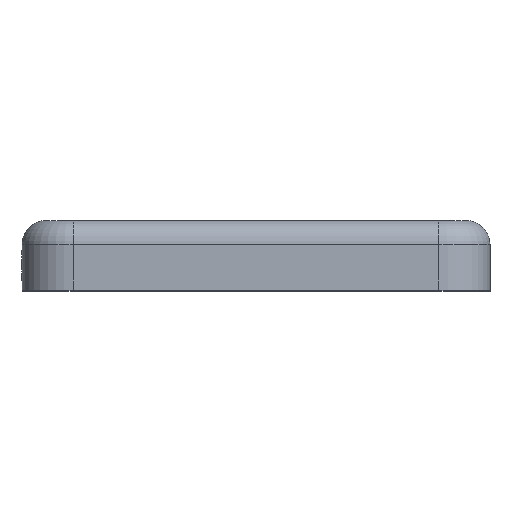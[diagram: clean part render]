
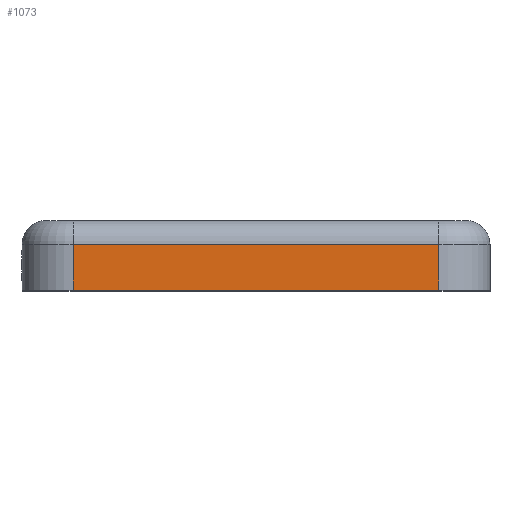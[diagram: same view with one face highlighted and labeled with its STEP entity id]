
A CAD part, top view. The second image highlights one B-rep face of the part: STEP entity #1073.
In plain terms, the highlighted planar face has unit normal (0, 0, 1).
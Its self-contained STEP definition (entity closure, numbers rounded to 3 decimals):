
#70 = CARTESIAN_POINT ( 'NONE',  ( -6.04, -0.8, 12.82 ) ) ;
#151 = LINE ( 'NONE', #731, #1315 ) ;
#190 = FACE_OUTER_BOUND ( 'NONE', #1563, .T. ) ;
#219 = VERTEX_POINT ( 'NONE', #2114 ) ;
#247 = ORIENTED_EDGE ( 'NONE', *, *, #1995, .F. ) ;
#262 = DIRECTION ( 'NONE',  ( 1., 0., 0. ) ) ;
#349 = ORIENTED_EDGE ( 'NONE', *, *, #1231, .T. ) ;
#376 = VECTOR ( 'NONE', #851, 1000. ) ;
#592 = VERTEX_POINT ( 'NONE', #1484 ) ;
#718 = DIRECTION ( 'NONE',  ( 1., 0., 0. ) ) ;
#719 = ORIENTED_EDGE ( 'NONE', *, *, #2020, .T. ) ;
#731 = CARTESIAN_POINT ( 'NONE',  ( -6.04, -2.3, 12.82 ) ) ;
#824 = AXIS2_PLACEMENT_3D ( 'NONE', #853, #868, #262 ) ;
#851 = DIRECTION ( 'NONE',  ( 1., 0., 0. ) ) ;
#853 = CARTESIAN_POINT ( 'NONE',  ( -6.04, 0., 12.82 ) ) ;
#868 = DIRECTION ( 'NONE',  ( 0., 0., 1. ) ) ;
#945 = CARTESIAN_POINT ( 'NONE',  ( 6.04, 0., 12.82 ) ) ;
#948 = VERTEX_POINT ( 'NONE', #1620 ) ;
#1073 = ADVANCED_FACE ( 'NONE', ( #190 ), #1638, .T. ) ;
#1231 = EDGE_CURVE ( 'NONE', #1979, #592, #1805, .T. ) ;
#1315 = VECTOR ( 'NONE', #718, 1000. ) ;
#1484 = CARTESIAN_POINT ( 'NONE',  ( -6.04, -2.3, 12.82 ) ) ;
#1530 = LINE ( 'NONE', #945, #1824 ) ;
#1563 = EDGE_LOOP ( 'NONE', ( #719, #2455, #247, #349 ) ) ;
#1570 = CARTESIAN_POINT ( 'NONE',  ( -6.04, 0., 12.82 ) ) ;
#1620 = CARTESIAN_POINT ( 'NONE',  ( 6.04, -2.3, 12.82 ) ) ;
#1638 = PLANE ( 'NONE',  #824 ) ;
#1805 = LINE ( 'NONE', #1570, #2353 ) ;
#1824 = VECTOR ( 'NONE', #2308, 1000. ) ;
#1979 = VERTEX_POINT ( 'NONE', #70 ) ;
#1995 = EDGE_CURVE ( 'NONE', #1979, #219, #2467, .T. ) ;
#2020 = EDGE_CURVE ( 'NONE', #592, #948, #151, .T. ) ;
#2051 = CARTESIAN_POINT ( 'NONE',  ( -6.04, -0.8, 12.82 ) ) ;
#2080 = DIRECTION ( 'NONE',  ( 0., -1., 0. ) ) ;
#2114 = CARTESIAN_POINT ( 'NONE',  ( 6.04, -0.8, 12.82 ) ) ;
#2288 = EDGE_CURVE ( 'NONE', #219, #948, #1530, .T. ) ;
#2308 = DIRECTION ( 'NONE',  ( 0., -1., 0. ) ) ;
#2353 = VECTOR ( 'NONE', #2080, 1000. ) ;
#2455 = ORIENTED_EDGE ( 'NONE', *, *, #2288, .F. ) ;
#2467 = LINE ( 'NONE', #2051, #376 ) ;
